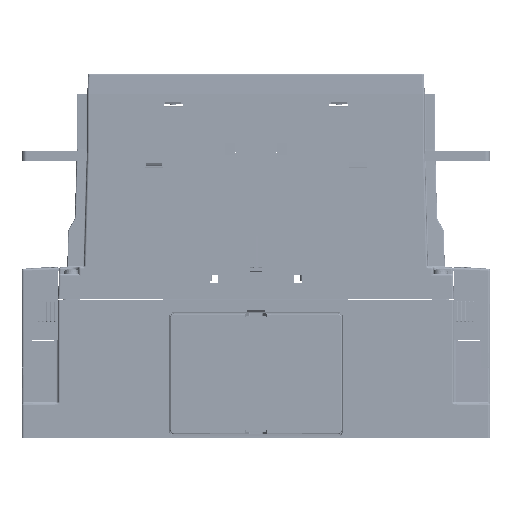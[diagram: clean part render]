
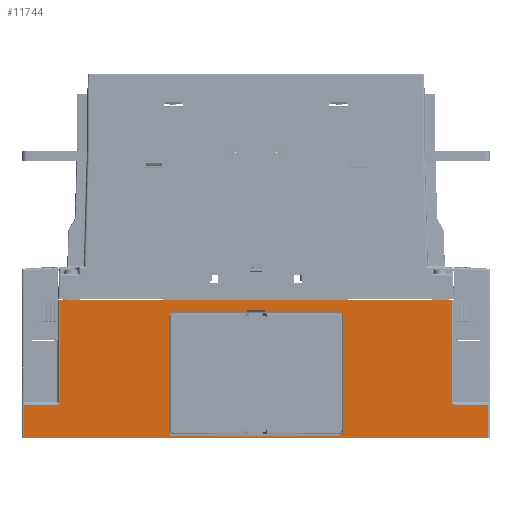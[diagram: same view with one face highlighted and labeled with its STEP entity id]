
A CAD part, left-side view. The second image highlights one B-rep face of the part: STEP entity #11744.
In plain terms, the highlighted planar face has unit normal (-1, 0, 0).
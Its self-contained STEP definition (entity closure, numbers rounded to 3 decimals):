
#569=ELLIPSE('',#111663,1.552,1.5);
#969=ELLIPSE('',#112478,1.5,1.5);
#970=ELLIPSE('',#112479,1.552,1.5);
#971=ELLIPSE('',#112480,1.5,1.5);
#6284=FACE_BOUND('',#22928,.T.);
#6285=FACE_BOUND('',#22929,.T.);
#8048=CIRCLE('',#112481,1.5);
#8049=CIRCLE('',#112482,1.5);
#11744=ADVANCED_FACE('',(#6284,#6285),#15532,.F.);
#15532=PLANE('',#112483);
#22928=EDGE_LOOP('',(#36147,#36148,#36149,#36150,#36151,#36152,#36153,#36154,
#36155,#36156,#36157,#36158));
#22929=EDGE_LOOP('',(#36159,#36160,#36161,#36162,#36163,#36164,#36165,#36166,
#36167,#36168));
#36147=ORIENTED_EDGE('',*,*,#74197,.T.);
#36148=ORIENTED_EDGE('',*,*,#74198,.T.);
#36149=ORIENTED_EDGE('',*,*,#74199,.T.);
#36150=ORIENTED_EDGE('',*,*,#72278,.T.);
#36151=ORIENTED_EDGE('',*,*,#74200,.T.);
#36152=ORIENTED_EDGE('',*,*,#74201,.T.);
#36153=ORIENTED_EDGE('',*,*,#74202,.T.);
#36154=ORIENTED_EDGE('',*,*,#74203,.T.);
#36155=ORIENTED_EDGE('',*,*,#74204,.T.);
#36156=ORIENTED_EDGE('',*,*,#74205,.T.);
#36157=ORIENTED_EDGE('',*,*,#74206,.F.);
#36158=ORIENTED_EDGE('',*,*,#74207,.T.);
#36159=ORIENTED_EDGE('',*,*,#74208,.T.);
#36160=ORIENTED_EDGE('',*,*,#74209,.T.);
#36161=ORIENTED_EDGE('',*,*,#73115,.T.);
#36162=ORIENTED_EDGE('',*,*,#74210,.T.);
#36163=ORIENTED_EDGE('',*,*,#74211,.T.);
#36164=ORIENTED_EDGE('',*,*,#74212,.T.);
#36165=ORIENTED_EDGE('',*,*,#74213,.T.);
#36166=ORIENTED_EDGE('',*,*,#72625,.F.);
#36167=ORIENTED_EDGE('',*,*,#74214,.T.);
#36168=ORIENTED_EDGE('',*,*,#74215,.T.);
#57264=VERTEX_POINT('',#175628);
#57265=VERTEX_POINT('',#175630);
#57579=VERTEX_POINT('',#176413);
#57580=VERTEX_POINT('',#176415);
#58053=VERTEX_POINT('',#177394);
#58054=VERTEX_POINT('',#177396);
#58901=VERTEX_POINT('',#179556);
#58902=VERTEX_POINT('',#179557);
#58903=VERTEX_POINT('',#179559);
#58904=VERTEX_POINT('',#179562);
#58905=VERTEX_POINT('',#179564);
#58906=VERTEX_POINT('',#179566);
#58907=VERTEX_POINT('',#179568);
#58908=VERTEX_POINT('',#179570);
#58909=VERTEX_POINT('',#179572);
#58910=VERTEX_POINT('',#179574);
#58911=VERTEX_POINT('',#179577);
#58912=VERTEX_POINT('',#179578);
#58913=VERTEX_POINT('',#179581);
#58914=VERTEX_POINT('',#179583);
#58915=VERTEX_POINT('',#179585);
#58916=VERTEX_POINT('',#179588);
#72278=EDGE_CURVE('',#57265,#57264,#569,.T.);
#72625=EDGE_CURVE('',#57579,#57580,#88876,.T.);
#73115=EDGE_CURVE('',#58054,#58053,#89172,.T.);
#74197=EDGE_CURVE('',#58901,#58902,#89958,.T.);
#74198=EDGE_CURVE('',#58902,#58903,#969,.T.);
#74199=EDGE_CURVE('',#58903,#57265,#89959,.T.);
#74200=EDGE_CURVE('',#57264,#58904,#89960,.T.);
#74201=EDGE_CURVE('',#58904,#58905,#970,.T.);
#74202=EDGE_CURVE('',#58905,#58906,#89961,.T.);
#74203=EDGE_CURVE('',#58906,#58907,#971,.T.);
#74204=EDGE_CURVE('',#58907,#58908,#89962,.T.);
#74205=EDGE_CURVE('',#58908,#58909,#89963,.T.);
#74206=EDGE_CURVE('',#58910,#58909,#89964,.T.);
#74207=EDGE_CURVE('',#58910,#58901,#89965,.T.);
#74208=EDGE_CURVE('',#58911,#58912,#8048,.T.);
#74209=EDGE_CURVE('',#58912,#58054,#89966,.T.);
#74210=EDGE_CURVE('',#58053,#58913,#89967,.T.);
#74211=EDGE_CURVE('',#58913,#58914,#8049,.T.);
#74212=EDGE_CURVE('',#58914,#58915,#89968,.T.);
#74213=EDGE_CURVE('',#58915,#57580,#89969,.T.);
#74214=EDGE_CURVE('',#57579,#58916,#89970,.T.);
#74215=EDGE_CURVE('',#58916,#58911,#89971,.T.);
#88876=LINE('',#176414,#100517);
#89172=LINE('',#177395,#100813);
#89958=LINE('',#179555,#101599);
#89959=LINE('',#179560,#101600);
#89960=LINE('',#179561,#101601);
#89961=LINE('',#179565,#101602);
#89962=LINE('',#179569,#101603);
#89963=LINE('',#179571,#101604);
#89964=LINE('',#179573,#101605);
#89965=LINE('',#179575,#101606);
#89966=LINE('',#179579,#101607);
#89967=LINE('',#179580,#101608);
#89968=LINE('',#179584,#101609);
#89969=LINE('',#179586,#101610);
#89970=LINE('',#179587,#101611);
#89971=LINE('',#179589,#101612);
#100517=VECTOR('',#127514,1.);
#100813=VECTOR('',#128232,1.);
#101599=VECTOR('',#129954,1.);
#101600=VECTOR('',#129957,1.);
#101601=VECTOR('',#129958,1.);
#101602=VECTOR('',#129961,1.);
#101603=VECTOR('',#129964,1.);
#101604=VECTOR('',#129965,1.);
#101605=VECTOR('',#129966,1.);
#101606=VECTOR('',#129967,1.);
#101607=VECTOR('',#129970,1.);
#101608=VECTOR('',#129971,1.);
#101609=VECTOR('',#129974,1.);
#101610=VECTOR('',#129975,1.);
#101611=VECTOR('',#129976,1.);
#101612=VECTOR('',#129977,1.);
#111663=AXIS2_PLACEMENT_3D('',#175629,#126995,#126996);
#112478=AXIS2_PLACEMENT_3D('',#179558,#129955,#129956);
#112479=AXIS2_PLACEMENT_3D('',#179563,#129959,#129960);
#112480=AXIS2_PLACEMENT_3D('',#179567,#129962,#129963);
#112481=AXIS2_PLACEMENT_3D('',#179576,#129968,#129969);
#112482=AXIS2_PLACEMENT_3D('',#179582,#129972,#129973);
#112483=AXIS2_PLACEMENT_3D('',#179590,#129978,#129979);
#126995=DIRECTION('',(1.,0.,0.));
#126996=DIRECTION('',(0.,-0.033,-0.999));
#127514=DIRECTION('',(0.,1.,0.));
#128232=DIRECTION('',(0.,1.,0.));
#129954=DIRECTION('',(0.,-1.,0.));
#129955=DIRECTION('',(1.,0.,0.));
#129956=DIRECTION('',(0.,0.707,-0.707));
#129957=DIRECTION('',(0.,0.,-1.));
#129958=DIRECTION('',(0.,1.,0.));
#129959=DIRECTION('',(1.,0.,0.));
#129960=DIRECTION('',(0.,-0.033,0.999));
#129961=DIRECTION('',(0.,0.,1.));
#129962=DIRECTION('',(1.,0.,0.));
#129963=DIRECTION('',(0.,0.707,0.707));
#129964=DIRECTION('',(0.,-1.,0.));
#129965=DIRECTION('',(0.,0.,1.));
#129966=DIRECTION('',(0.,1.,0.));
#129967=DIRECTION('',(0.,0.,-1.));
#129968=DIRECTION('',(1.,0.,0.));
#129969=DIRECTION('',(0.,0.,-1.));
#129970=DIRECTION('',(0.,0.,1.));
#129971=DIRECTION('',(0.,0.,-1.));
#129972=DIRECTION('',(1.,0.,0.));
#129973=DIRECTION('',(0.,0.,-1.));
#129974=DIRECTION('',(0.,1.,-0.009));
#129975=DIRECTION('',(0.,0.,-1.));
#129976=DIRECTION('',(0.,0.,1.));
#129977=DIRECTION('',(0.,1.,0.009));
#129978=DIRECTION('',(1.,0.,0.));
#129979=DIRECTION('',(0.,0.,1.));
#175628=CARTESIAN_POINT('',(-92.5,-41.592,-2.3));
#175629=CARTESIAN_POINT('',(-92.5,-41.589,-0.748));
#175630=CARTESIAN_POINT('',(-92.5,-43.089,-0.751));
#176413=CARTESIAN_POINT('',(-92.5,-115.5,-3.5));
#176414=CARTESIAN_POINT('',(-92.5,-96.567,-3.5));
#176415=CARTESIAN_POINT('',(-92.5,115.5,-3.5));
#177394=CARTESIAN_POINT('',(-92.5,97.5,65.4));
#177395=CARTESIAN_POINT('',(-92.5,0.,65.4));
#177396=CARTESIAN_POINT('',(-92.5,-97.5,65.4));
#179555=CARTESIAN_POINT('',(-92.5,0.,59.189));
#179556=CARTESIAN_POINT('',(-92.5,-4.5,59.189));
#179557=CARTESIAN_POINT('',(-92.5,-41.589,59.189));
#179558=CARTESIAN_POINT('',(-92.5,-41.589,57.689));
#179559=CARTESIAN_POINT('',(-92.5,-43.089,57.689));
#179560=CARTESIAN_POINT('',(-92.5,-43.089,3.2));
#179561=CARTESIAN_POINT('',(-92.5,0.,-2.3));
#179562=CARTESIAN_POINT('',(-92.5,41.592,-2.3));
#179563=CARTESIAN_POINT('',(-92.5,41.589,-0.748));
#179564=CARTESIAN_POINT('',(-92.5,43.089,-0.751));
#179565=CARTESIAN_POINT('',(-92.5,43.089,3.2));
#179566=CARTESIAN_POINT('',(-92.5,43.089,57.689));
#179567=CARTESIAN_POINT('',(-92.5,41.589,57.689));
#179568=CARTESIAN_POINT('',(-92.5,41.589,59.189));
#179569=CARTESIAN_POINT('',(-92.5,0.,59.189));
#179570=CARTESIAN_POINT('',(-92.5,4.5,59.189));
#179571=CARTESIAN_POINT('',(-92.5,4.5,3.2));
#179572=CARTESIAN_POINT('',(-92.5,4.5,60.4));
#179573=CARTESIAN_POINT('',(-92.5,-4.5,60.4));
#179574=CARTESIAN_POINT('',(-92.5,-4.5,60.4));
#179575=CARTESIAN_POINT('',(-92.5,-4.5,39.24));
#179576=CARTESIAN_POINT('',(-92.5,-99.,14.653));
#179577=CARTESIAN_POINT('',(-92.5,-98.987,13.153));
#179578=CARTESIAN_POINT('',(-92.5,-97.5,14.653));
#179579=CARTESIAN_POINT('',(-92.5,-97.5,3.2));
#179580=CARTESIAN_POINT('',(-92.5,97.5,3.2));
#179581=CARTESIAN_POINT('',(-92.5,97.5,14.653));
#179582=CARTESIAN_POINT('',(-92.5,99.,14.653));
#179583=CARTESIAN_POINT('',(-92.5,98.987,13.153));
#179584=CARTESIAN_POINT('',(-92.5,0.094,14.016));
#179585=CARTESIAN_POINT('',(-92.5,115.5,13.009));
#179586=CARTESIAN_POINT('',(-92.5,115.5,3.2));
#179587=CARTESIAN_POINT('',(-92.5,-115.5,3.2));
#179588=CARTESIAN_POINT('',(-92.5,-115.5,13.009));
#179589=CARTESIAN_POINT('',(-92.5,-0.094,14.016));
#179590=CARTESIAN_POINT('',(-92.5,0.,3.2));
